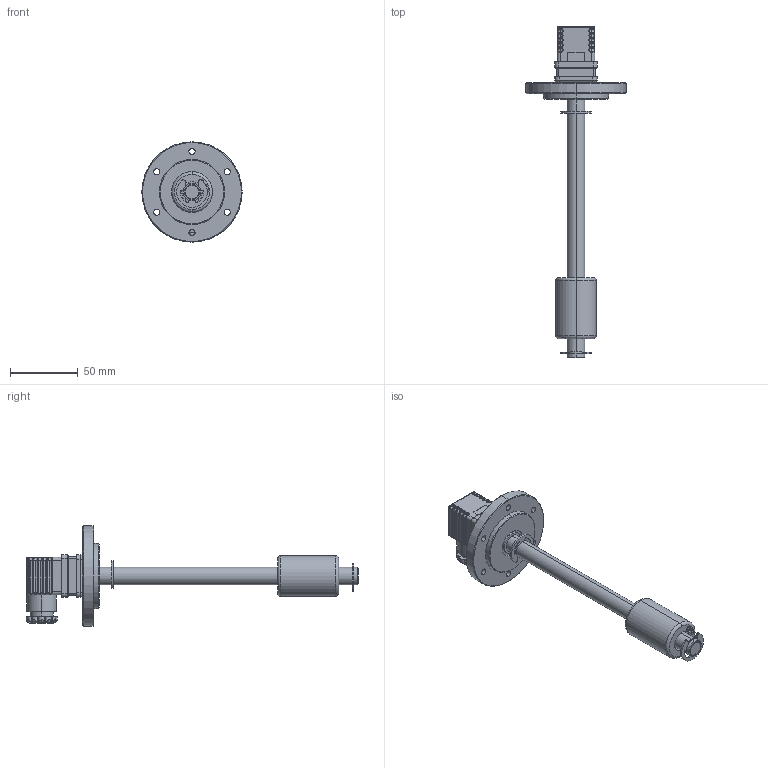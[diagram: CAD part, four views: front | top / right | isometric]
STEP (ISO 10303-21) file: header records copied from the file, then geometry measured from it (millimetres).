
FILE_DESCRIPTION (( 'STEP AP214' ), '1' );
FILE_NAME ('IMRB.STEP', '2020-02-13T08:56:03', ( '' ), ( '' ), 'SwSTEP 2.0', 'SolidWorks 2019', '' );
FILE_SCHEMA (( 'AUTOMOTIVE_DESIGN' ));
Length unit declared in the file: millimetre
Products named in the file (1): IMRB
Bounding box: 74 x 244.95 x 74 mm (x, y, z)
Surface area: 36789.4 mm2 (no closed solid volume)
Topology: 0 solids, 14 shells, 434 faces, 1313 edges, 863 vertices
Faces by surface type: cylinder 198, plane 111, bspline 51, torus 46, cone 18, sphere 10
Entity records: 22604 total; most frequent: CARTESIAN_POINT 6634, DIRECTION 2324, ORIENTED_EDGE 2195, EDGE_CURVE 1309, AXIS2_PLACEMENT_3D 899, VERTEX_POINT 863, LINE 526, VECTOR 526
